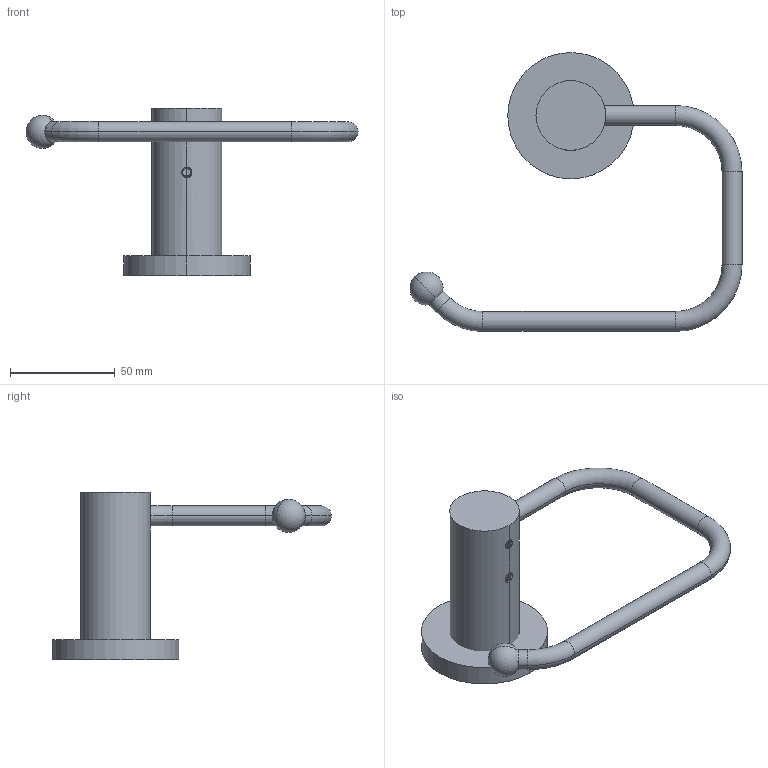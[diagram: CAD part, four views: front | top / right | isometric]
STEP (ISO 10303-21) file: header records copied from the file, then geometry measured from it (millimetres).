
FILE_DESCRIPTION((''),'2;1');
FILE_NAME('16-27_SPEC_SW0001','2010-07-26T',('pnmurthy'),(''),'PRO/ENGINEER BY PARAMETRIC TECHNOLOGY CORPORATION, 2009300','PRO/ENGINEER BY PARAMETRIC TECHNOLOGY CORPORATION, 2009300','');
FILE_SCHEMA(('CONFIG_CONTROL_DESIGN'));
Length unit declared in the file: inch
Products named in the file (1): 16-27_SPEC_SW0001
Bounding box: 158.64 x 133.35 x 79.92 mm (x, y, z)
Surface area: 28662.4 mm2 (no closed solid volume)
Topology: 0 solids, 9 shells, 73 faces, 211 edges, 139 vertices
Faces by surface type: cylinder 44, bspline 9, torus 8, plane 6, cone 4, sphere 2
Entity records: 5879 total; most frequent: CARTESIAN_POINT 4135, ORIENTED_EDGE 354, DIRECTION 304, EDGE_CURVE 209, VERTEX_POINT 139, AXIS2_PLACEMENT_3D 121, B_SPLINE_CURVE_WITH_KNOTS 90, EDGE_LOOP 73
